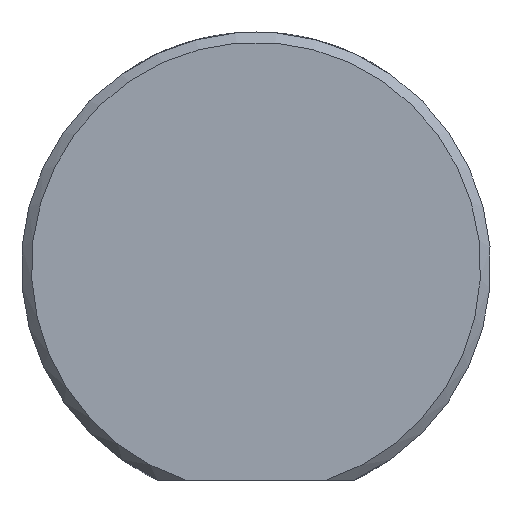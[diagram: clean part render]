
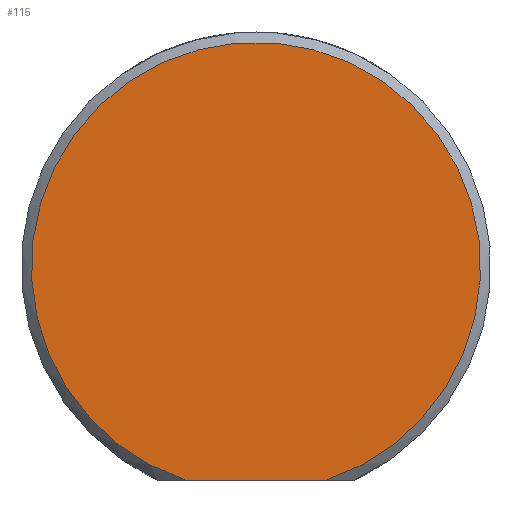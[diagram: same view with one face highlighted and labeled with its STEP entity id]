
A CAD part, left-side view. The second image highlights one B-rep face of the part: STEP entity #115.
In plain terms, the highlighted planar face has unit normal (-1, 0, 0).
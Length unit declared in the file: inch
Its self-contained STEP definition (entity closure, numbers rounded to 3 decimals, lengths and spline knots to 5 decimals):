
#12 = PLANE ( 'NONE',  #395 ) ;
#19 = EDGE_LOOP ( 'NONE', ( #349, #143 ) ) ;
#34 = CARTESIAN_POINT ( 'NONE',  ( -0.27344, 0., 0. ) ) ;
#51 = VERTEX_POINT ( 'NONE', #243 ) ;
#66 = VECTOR ( 'NONE', #409, 39.37008 ) ;
#81 = CARTESIAN_POINT ( 'NONE',  ( -0.27344, 0., 0. ) ) ;
#105 = DIRECTION ( 'NONE',  ( -1., 0., 0. ) ) ;
#109 = FACE_OUTER_BOUND ( 'NONE', #19, .T. ) ;
#115 = ADVANCED_FACE ( 'NONE', ( #109 ), #12, .F. ) ;
#143 = ORIENTED_EDGE ( 'NONE', *, *, #408, .T. ) ;
#156 = CARTESIAN_POINT ( 'NONE',  ( -0.27344, 0.14429, -0.312 ) ) ;
#158 = CIRCLE ( 'NONE', #317, 0.32875 ) ;
#170 = DIRECTION ( 'NONE',  ( 1., 0., 0. ) ) ;
#201 = CARTESIAN_POINT ( 'NONE',  ( -0.27344, -0.1036, -0.312 ) ) ;
#232 = DIRECTION ( 'NONE',  ( 0., 0., -1. ) ) ;
#243 = CARTESIAN_POINT ( 'NONE',  ( -0.27344, 0.1036, -0.312 ) ) ;
#272 = DIRECTION ( 'NONE',  ( 0., 0., -1. ) ) ;
#275 = VERTEX_POINT ( 'NONE', #201 ) ;
#317 = AXIS2_PLACEMENT_3D ( 'NONE', #34, #105, #232 ) ;
#319 = LINE ( 'NONE', #156, #66 ) ;
#349 = ORIENTED_EDGE ( 'NONE', *, *, #383, .F. ) ;
#383 = EDGE_CURVE ( 'NONE', #275, #51, #319, .T. ) ;
#395 = AXIS2_PLACEMENT_3D ( 'NONE', #81, #170, #272 ) ;
#408 = EDGE_CURVE ( 'NONE', #275, #51, #158, .T. ) ;
#409 = DIRECTION ( 'NONE',  ( 0., 1., 0. ) ) ;
